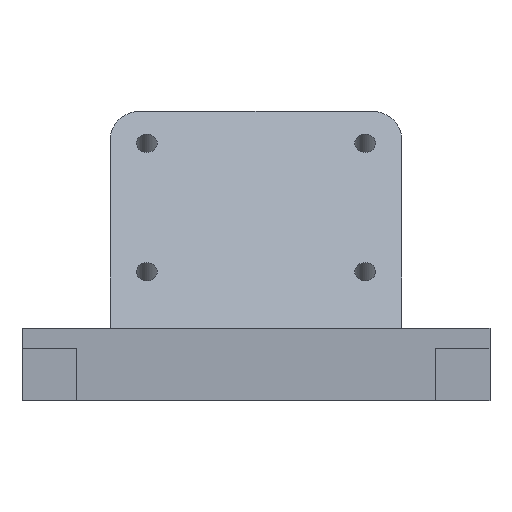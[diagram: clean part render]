
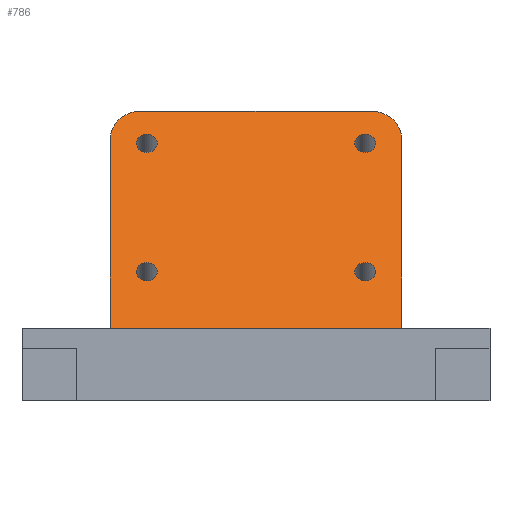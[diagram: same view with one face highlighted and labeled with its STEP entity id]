
A CAD part, front view. The second image highlights one B-rep face of the part: STEP entity #786.
In plain terms, the highlighted planar face has unit normal (0, -0.883, 0.469).
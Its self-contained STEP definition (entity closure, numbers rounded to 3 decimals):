
#23=FACE_BOUND('',#127,.T.);
#24=FACE_BOUND('',#128,.T.);
#25=FACE_BOUND('',#129,.T.);
#26=FACE_BOUND('',#130,.T.);
#43=PLANE('',#874);
#82=FACE_OUTER_BOUND('',#126,.T.);
#126=EDGE_LOOP('',(#645,#646,#647,#648,#649,#650));
#127=EDGE_LOOP('',(#651));
#128=EDGE_LOOP('',(#652));
#129=EDGE_LOOP('',(#653));
#130=EDGE_LOOP('',(#654));
#189=LINE('',#1375,#261);
#192=LINE('',#1381,#264);
#193=LINE('',#1383,#265);
#194=LINE('',#1385,#266);
#261=VECTOR('',#1047,10.);
#264=VECTOR('',#1052,10.);
#265=VECTOR('',#1053,10.);
#266=VECTOR('',#1054,10.);
#306=CIRCLE('',#836,1.);
#309=CIRCLE('',#840,1.);
#312=CIRCLE('',#844,1.);
#315=CIRCLE('',#848,1.);
#334=CIRCLE('',#872,3.);
#335=CIRCLE('',#875,3.);
#364=VERTEX_POINT('',#1192);
#367=VERTEX_POINT('',#1200);
#370=VERTEX_POINT('',#1208);
#373=VERTEX_POINT('',#1216);
#388=VERTEX_POINT('',#1368);
#389=VERTEX_POINT('',#1370);
#390=VERTEX_POINT('',#1374);
#392=VERTEX_POINT('',#1380);
#393=VERTEX_POINT('',#1382);
#394=VERTEX_POINT('',#1384);
#447=EDGE_CURVE('',#364,#364,#306,.T.);
#451=EDGE_CURVE('',#367,#367,#309,.T.);
#455=EDGE_CURVE('',#370,#370,#312,.T.);
#459=EDGE_CURVE('',#373,#373,#315,.T.);
#483=EDGE_CURVE('',#388,#389,#334,.T.);
#485=EDGE_CURVE('',#389,#390,#189,.T.);
#488=EDGE_CURVE('',#392,#388,#192,.T.);
#489=EDGE_CURVE('',#392,#393,#193,.T.);
#490=EDGE_CURVE('',#394,#393,#194,.T.);
#491=EDGE_CURVE('',#390,#394,#335,.T.);
#645=ORIENTED_EDGE('',*,*,#483,.F.);
#646=ORIENTED_EDGE('',*,*,#488,.F.);
#647=ORIENTED_EDGE('',*,*,#489,.T.);
#648=ORIENTED_EDGE('',*,*,#490,.F.);
#649=ORIENTED_EDGE('',*,*,#491,.F.);
#650=ORIENTED_EDGE('',*,*,#485,.F.);
#651=ORIENTED_EDGE('',*,*,#447,.T.);
#652=ORIENTED_EDGE('',*,*,#451,.T.);
#653=ORIENTED_EDGE('',*,*,#455,.T.);
#654=ORIENTED_EDGE('',*,*,#459,.T.);
#786=ADVANCED_FACE('',(#82,#23,#24,#25,#26),#43,.T.);
#836=AXIS2_PLACEMENT_3D('',#1194,#962,#963);
#840=AXIS2_PLACEMENT_3D('',#1202,#971,#972);
#844=AXIS2_PLACEMENT_3D('',#1210,#980,#981);
#848=AXIS2_PLACEMENT_3D('',#1218,#989,#990);
#872=AXIS2_PLACEMENT_3D('',#1371,#1042,#1043);
#874=AXIS2_PLACEMENT_3D('',#1379,#1050,#1051);
#875=AXIS2_PLACEMENT_3D('',#1386,#1055,#1056);
#962=DIRECTION('center_axis',(0.,0.883,-0.469));
#963=DIRECTION('ref_axis',(-1.,0.,0.));
#971=DIRECTION('center_axis',(0.,0.883,-0.469));
#972=DIRECTION('ref_axis',(-1.,0.,0.));
#980=DIRECTION('center_axis',(0.,0.883,-0.469));
#981=DIRECTION('ref_axis',(-1.,0.,0.));
#989=DIRECTION('center_axis',(0.,0.883,-0.469));
#990=DIRECTION('ref_axis',(-1.,0.,0.));
#1042=DIRECTION('center_axis',(0.,0.883,-0.469));
#1043=DIRECTION('ref_axis',(-0.707,0.332,0.624));
#1047=DIRECTION('',(1.,0.,0.));
#1050=DIRECTION('center_axis',(0.,-0.883,0.469));
#1051=DIRECTION('ref_axis',(0.,-0.469,-0.883));
#1052=DIRECTION('',(0.,0.469,0.883));
#1053=DIRECTION('',(1.,0.,0.));
#1054=DIRECTION('',(0.,-0.469,-0.883));
#1055=DIRECTION('center_axis',(0.,0.883,-0.469));
#1056=DIRECTION('ref_axis',(0.707,0.332,0.624));
#1192=CARTESIAN_POINT('',(-9.5,38.083,72.423));
#1194=CARTESIAN_POINT('Origin',(-10.5,38.083,72.423));
#1200=CARTESIAN_POINT('',(11.5,44.656,84.784));
#1202=CARTESIAN_POINT('Origin',(10.5,44.656,84.784));
#1208=CARTESIAN_POINT('',(-9.5,44.656,84.784));
#1210=CARTESIAN_POINT('Origin',(-10.5,44.656,84.784));
#1216=CARTESIAN_POINT('',(11.5,38.083,72.423));
#1218=CARTESIAN_POINT('Origin',(10.5,38.083,72.423));
#1368=CARTESIAN_POINT('',(-14.,44.891,85.226));
#1370=CARTESIAN_POINT('',(-11.,46.299,87.874));
#1371=CARTESIAN_POINT('Origin',(-11.,44.891,85.226));
#1374=CARTESIAN_POINT('',(11.,46.299,87.874));
#1375=CARTESIAN_POINT('',(0.,46.299,87.874));
#1379=CARTESIAN_POINT('Origin',(0.,46.299,87.874));
#1380=CARTESIAN_POINT('',(-14.,35.2,67.));
#1381=CARTESIAN_POINT('',(-14.,35.2,67.));
#1382=CARTESIAN_POINT('',(14.,35.2,67.));
#1383=CARTESIAN_POINT('',(22.5,35.2,67.));
#1384=CARTESIAN_POINT('',(14.,44.891,85.226));
#1385=CARTESIAN_POINT('',(14.,35.2,67.));
#1386=CARTESIAN_POINT('Origin',(11.,44.891,85.226));
